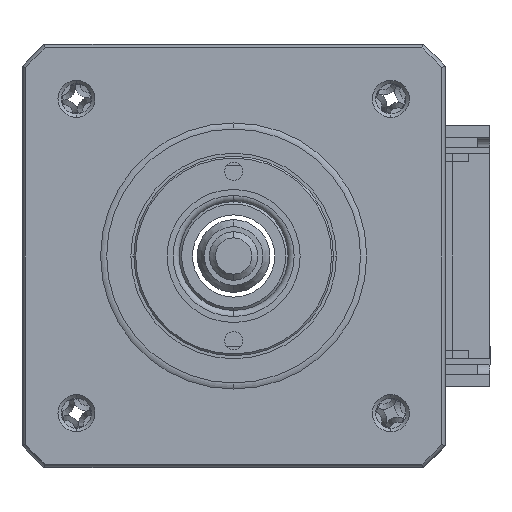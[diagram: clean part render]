
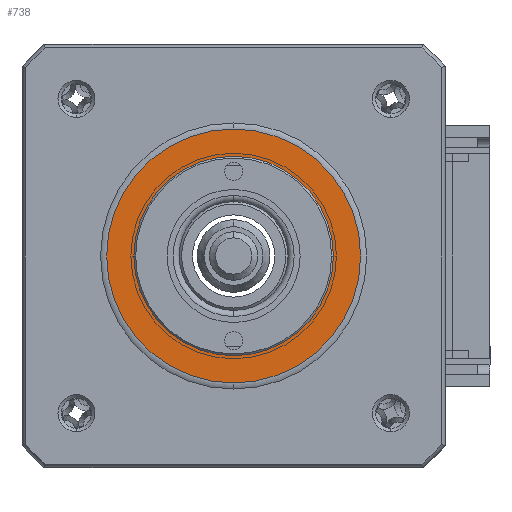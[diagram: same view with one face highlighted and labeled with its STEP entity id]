
A CAD part, left-side view. The second image highlights one B-rep face of the part: STEP entity #738.
In plain terms, the highlighted planar face has unit normal (-1, 0, 0).
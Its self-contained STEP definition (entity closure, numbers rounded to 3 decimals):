
#171 = FACE_BOUND ( 'NONE', #3717, .T. ) ;
#244 = AXIS2_PLACEMENT_3D ( 'NONE', #1581, #5244, #946 ) ;
#480 = DIRECTION ( 'NONE',  ( 0., 0., -1. ) ) ;
#527 = EDGE_CURVE ( 'NONE', #2030, #5788, #9270, .T. ) ;
#532 = DIRECTION ( 'NONE',  ( 1., 0., 0. ) ) ;
#543 = CARTESIAN_POINT ( 'NONE',  ( -18.8, 0., 0. ) ) ;
#544 = AXIS2_PLACEMENT_3D ( 'NONE', #2597, #2560, #9244 ) ;
#738 = ADVANCED_FACE ( 'NONE', ( #171, #7931 ), #3450, .F. ) ;
#890 = EDGE_CURVE ( 'NONE', #8835, #7953, #8703, .T. ) ;
#946 = DIRECTION ( 'NONE',  ( 0., 0., -1. ) ) ;
#1151 = AXIS2_PLACEMENT_3D ( 'NONE', #543, #532, #480 ) ;
#1581 = CARTESIAN_POINT ( 'NONE',  ( -18.8, 0., 0. ) ) ;
#2030 = VERTEX_POINT ( 'NONE', #5632 ) ;
#2560 = DIRECTION ( 'NONE',  ( 1., 0., 0. ) ) ;
#2597 = CARTESIAN_POINT ( 'NONE',  ( -18.8, 0., 0. ) ) ;
#2821 = AXIS2_PLACEMENT_3D ( 'NONE', #8044, #3684, #8761 ) ;
#2902 = CIRCLE ( 'NONE', #2821, 8.25 ) ;
#3450 = PLANE ( 'NONE',  #544 ) ;
#3484 = EDGE_LOOP ( 'NONE', ( #7625, #7726 ) ) ;
#3589 = DIRECTION ( 'NONE',  ( -1., 0., 0. ) ) ;
#3684 = DIRECTION ( 'NONE',  ( 1., 0., 0. ) ) ;
#3717 = EDGE_LOOP ( 'NONE', ( #7252, #7262 ) ) ;
#3722 = CIRCLE ( 'NONE', #4018, 10.5 ) ;
#3981 = EDGE_CURVE ( 'NONE', #7953, #8835, #3722, .T. ) ;
#4018 = AXIS2_PLACEMENT_3D ( 'NONE', #7961, #3589, #8668 ) ;
#4467 = CARTESIAN_POINT ( 'NONE',  ( -18.8, 0., 8.25 ) ) ;
#4478 = EDGE_CURVE ( 'NONE', #5788, #2030, #2902, .T. ) ;
#4524 = CARTESIAN_POINT ( 'NONE',  ( -18.8, 0., 10.5 ) ) ;
#5244 = DIRECTION ( 'NONE',  ( -1., 0., 0. ) ) ;
#5632 = CARTESIAN_POINT ( 'NONE',  ( -18.8, 0., -8.25 ) ) ;
#5788 = VERTEX_POINT ( 'NONE', #4467 ) ;
#7252 = ORIENTED_EDGE ( 'NONE', *, *, #527, .T. ) ;
#7262 = ORIENTED_EDGE ( 'NONE', *, *, #4478, .T. ) ;
#7625 = ORIENTED_EDGE ( 'NONE', *, *, #890, .T. ) ;
#7726 = ORIENTED_EDGE ( 'NONE', *, *, #3981, .T. ) ;
#7931 = FACE_OUTER_BOUND ( 'NONE', #3484, .T. ) ;
#7953 = VERTEX_POINT ( 'NONE', #4524 ) ;
#7961 = CARTESIAN_POINT ( 'NONE',  ( -18.8, 0., 0. ) ) ;
#8044 = CARTESIAN_POINT ( 'NONE',  ( -18.8, 0., 0. ) ) ;
#8668 = DIRECTION ( 'NONE',  ( 0., 0., -1. ) ) ;
#8703 = CIRCLE ( 'NONE', #244, 10.5 ) ;
#8761 = DIRECTION ( 'NONE',  ( 0., 0., -1. ) ) ;
#8835 = VERTEX_POINT ( 'NONE', #9446 ) ;
#9244 = DIRECTION ( 'NONE',  ( 0., 0., -1. ) ) ;
#9270 = CIRCLE ( 'NONE', #1151, 8.25 ) ;
#9446 = CARTESIAN_POINT ( 'NONE',  ( -18.8, 0., -10.5 ) ) ;
